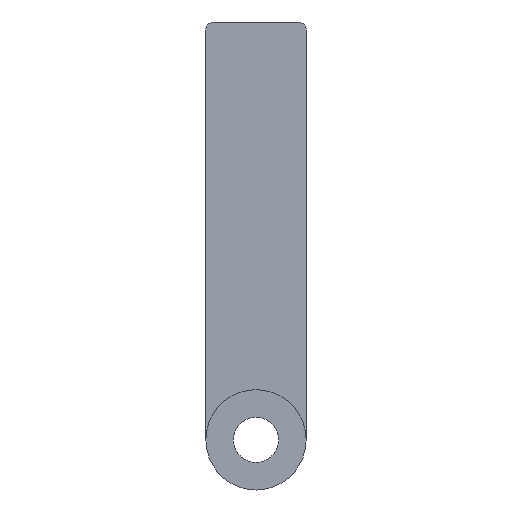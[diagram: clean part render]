
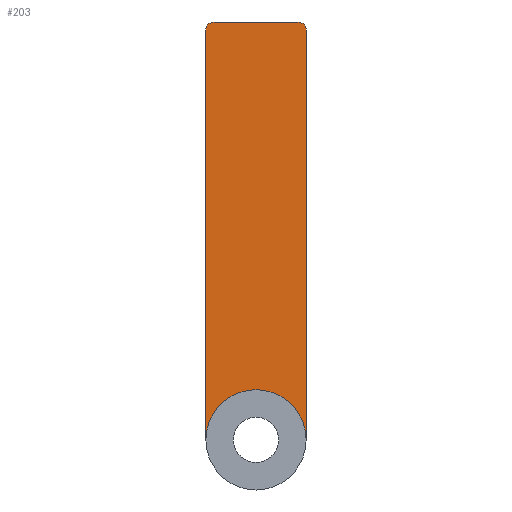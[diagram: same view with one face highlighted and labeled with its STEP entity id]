
A CAD part, front view. The second image highlights one B-rep face of the part: STEP entity #203.
In plain terms, the highlighted planar face has unit normal (0, -1, 0).
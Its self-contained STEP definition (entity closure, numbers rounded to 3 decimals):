
#2=CARTESIAN_POINT('',(-2.5,0.,10.5));
#3=DIRECTION('',(0.,-1.,0.));
#4=DIRECTION('',(0.,0.,1.));
#5=AXIS2_PLACEMENT_3D('',#2,#3,#4);
#7=DIRECTION('',(1.,0.,0.));
#8=VECTOR('',#7,5.);
#9=CARTESIAN_POINT('',(-2.5,0.,11.));
#10=LINE('',#9,#8);
#11=CARTESIAN_POINT('',(2.5,0.,10.5));
#12=DIRECTION('',(0.,-1.,0.));
#13=DIRECTION('',(1.,0.,0.));
#14=AXIS2_PLACEMENT_3D('',#11,#12,#13);
#16=CARTESIAN_POINT('',(0.,0.,-14.));
#17=DIRECTION('',(0.,-1.,0.));
#18=DIRECTION('',(1.,0.,0.));
#19=AXIS2_PLACEMENT_3D('',#16,#17,#18);
#25=DIRECTION('',(0.,0.,-1.));
#26=VECTOR('',#25,24.5);
#27=CARTESIAN_POINT('',(-3.,0.,10.5));
#28=LINE('',#27,#26);
#57=DIRECTION('',(0.,0.,1.));
#58=VECTOR('',#57,24.5);
#59=CARTESIAN_POINT('',(3.,0.,-14.));
#60=LINE('',#59,#58);
#160=CARTESIAN_POINT('',(3.,0.,-14.));
#161=CARTESIAN_POINT('',(-3.,0.,-14.));
#162=VERTEX_POINT('',#160);
#163=VERTEX_POINT('',#161);
#168=CARTESIAN_POINT('',(-2.5,0.,11.));
#169=CARTESIAN_POINT('',(-3.,0.,10.5));
#170=VERTEX_POINT('',#168);
#171=VERTEX_POINT('',#169);
#180=CARTESIAN_POINT('',(3.,0.,10.5));
#181=VERTEX_POINT('',#180);
#182=CARTESIAN_POINT('',(2.5,0.,11.));
#183=VERTEX_POINT('',#182);
#184=CARTESIAN_POINT('',(0.,0.,0.));
#185=DIRECTION('',(0.,1.,0.));
#186=DIRECTION('',(1.,0.,0.));
#187=AXIS2_PLACEMENT_3D('',#184,#185,#186);
#188=PLANE('',#187);
#190=ORIENTED_EDGE('',*,*,#189,.F.);
#192=ORIENTED_EDGE('',*,*,#191,.T.);
#194=ORIENTED_EDGE('',*,*,#193,.F.);
#196=ORIENTED_EDGE('',*,*,#195,.F.);
#198=ORIENTED_EDGE('',*,*,#197,.T.);
#200=ORIENTED_EDGE('',*,*,#199,.F.);
#201=EDGE_LOOP('',(#190,#192,#194,#196,#198,#200));
#202=FACE_OUTER_BOUND('',#201,.F.);
#203=ADVANCED_FACE('',(#202),#188,.F.);
#6=CIRCLE('',#5,0.5);
#15=CIRCLE('',#14,0.5);
#20=CIRCLE('',#19,3.);
#189=EDGE_CURVE('',#170,#171,#6,.T.);
#191=EDGE_CURVE('',#170,#183,#10,.T.);
#193=EDGE_CURVE('',#181,#183,#15,.T.);
#195=EDGE_CURVE('',#162,#181,#60,.T.);
#197=EDGE_CURVE('',#162,#163,#20,.T.);
#199=EDGE_CURVE('',#171,#163,#28,.T.);
